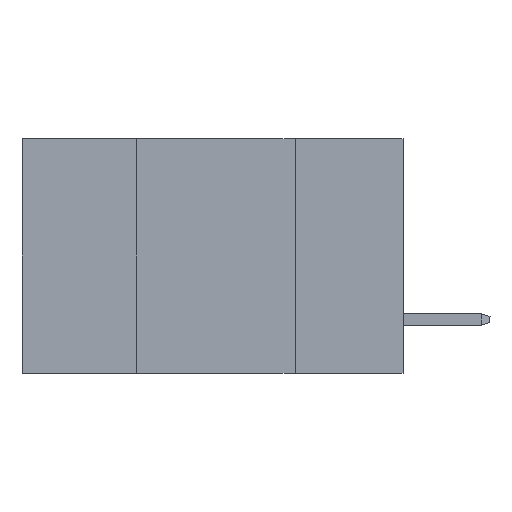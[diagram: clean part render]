
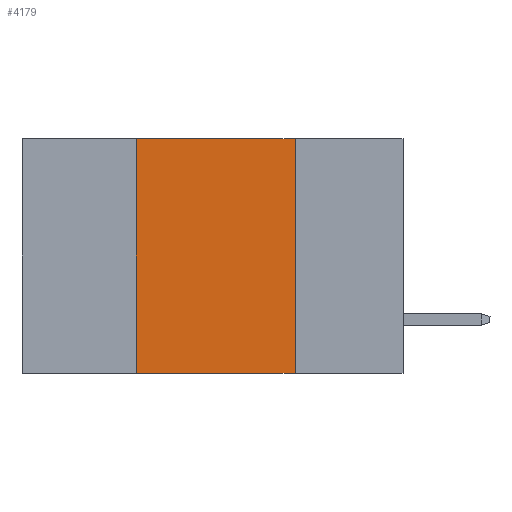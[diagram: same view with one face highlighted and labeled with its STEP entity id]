
A CAD part, left-side view. The second image highlights one B-rep face of the part: STEP entity #4179.
In plain terms, the highlighted planar face has unit normal (-1, 0, 0).
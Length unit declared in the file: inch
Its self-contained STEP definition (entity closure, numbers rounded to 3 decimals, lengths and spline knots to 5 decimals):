
#455 = VERTEX_POINT ( 'NONE', #1862 ) ;
#647 = LINE ( 'NONE', #6980, #7818 ) ;
#1013 = CARTESIAN_POINT ( 'NONE',  ( 0., 0.6, 0. ) ) ;
#1186 = VERTEX_POINT ( 'NONE', #2600 ) ;
#1192 = CARTESIAN_POINT ( 'NONE',  ( 0., 0.17, 0. ) ) ;
#1221 = EDGE_CURVE ( 'NONE', #3247, #455, #647, .T. ) ;
#1255 = ORIENTED_EDGE ( 'NONE', *, *, #1221, .T. ) ;
#1401 = VERTEX_POINT ( 'NONE', #9575 ) ;
#1731 = VECTOR ( 'NONE', #7755, 39.37008 ) ;
#1849 = FACE_OUTER_BOUND ( 'NONE', #9242, .T. ) ;
#1862 = CARTESIAN_POINT ( 'NONE',  ( 0., 0.17, -0.37 ) ) ;
#2086 = LINE ( 'NONE', #2185, #5385 ) ;
#2185 = CARTESIAN_POINT ( 'NONE',  ( 0., 0.6, 0. ) ) ;
#2339 = EDGE_CURVE ( 'NONE', #1186, #455, #6655, .T. ) ;
#2600 = CARTESIAN_POINT ( 'NONE',  ( 0., 0.17, 0. ) ) ;
#3212 = CARTESIAN_POINT ( 'NONE',  ( 0., 0.42, -0.37 ) ) ;
#3226 = DIRECTION ( 'NONE',  ( 0., -1., 0. ) ) ;
#3247 = VERTEX_POINT ( 'NONE', #3212 ) ;
#3443 = DIRECTION ( 'NONE',  ( 0., 0., -1. ) ) ;
#3777 = DIRECTION ( 'NONE',  ( 0., -1., 0. ) ) ;
#3994 = PLANE ( 'NONE',  #4673 ) ;
#4179 = ADVANCED_FACE ( 'NONE', ( #1849 ), #3994, .F. ) ;
#4346 = EDGE_CURVE ( 'NONE', #3247, #1401, #9415, .T. ) ;
#4673 = AXIS2_PLACEMENT_3D ( 'NONE', #1013, #9536, #3443 ) ;
#5385 = VECTOR ( 'NONE', #3777, 39.37008 ) ;
#5773 = ORIENTED_EDGE ( 'NONE', *, *, #4346, .F. ) ;
#5883 = DIRECTION ( 'NONE',  ( 0., 0., -1. ) ) ;
#5926 = ORIENTED_EDGE ( 'NONE', *, *, #7926, .F. ) ;
#6028 = ORIENTED_EDGE ( 'NONE', *, *, #2339, .F. ) ;
#6655 = LINE ( 'NONE', #1192, #6681 ) ;
#6681 = VECTOR ( 'NONE', #5883, 39.37008 ) ;
#6980 = CARTESIAN_POINT ( 'NONE',  ( 0., 0.6, -0.37 ) ) ;
#7755 = DIRECTION ( 'NONE',  ( 0., 0., 1. ) ) ;
#7818 = VECTOR ( 'NONE', #3226, 39.37008 ) ;
#7926 = EDGE_CURVE ( 'NONE', #1401, #1186, #2086, .T. ) ;
#9242 = EDGE_LOOP ( 'NONE', ( #6028, #5926, #5773, #1255 ) ) ;
#9415 = LINE ( 'NONE', #9573, #1731 ) ;
#9536 = DIRECTION ( 'NONE',  ( 1., 0., 0. ) ) ;
#9573 = CARTESIAN_POINT ( 'NONE',  ( 0., 0.42, 0. ) ) ;
#9575 = CARTESIAN_POINT ( 'NONE',  ( 0., 0.42, 0. ) ) ;
